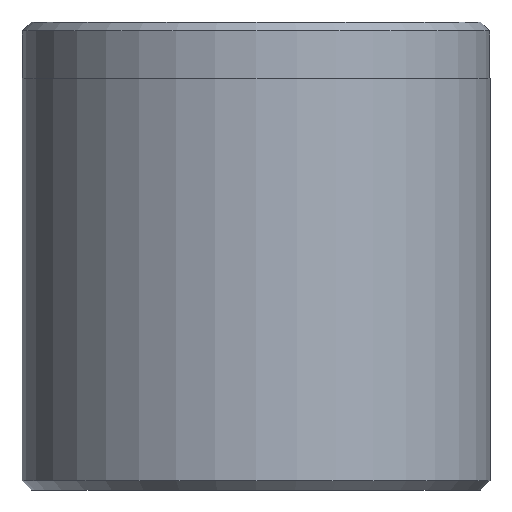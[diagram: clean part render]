
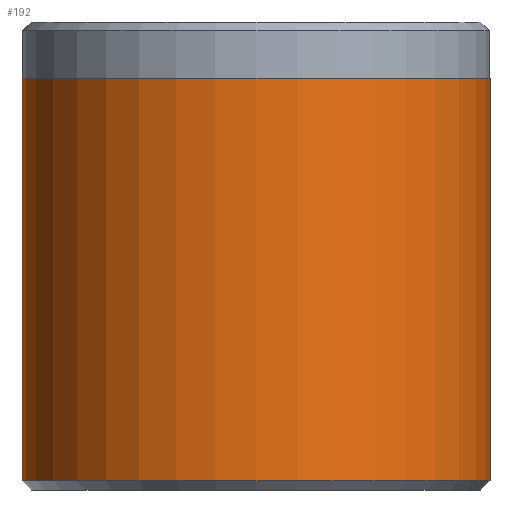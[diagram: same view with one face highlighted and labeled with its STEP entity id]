
A CAD part, front view. The second image highlights one B-rep face of the part: STEP entity #192.
In plain terms, the highlighted cylindrical face has radius 12.5 mm (diameter 25 mm), a partial arc.
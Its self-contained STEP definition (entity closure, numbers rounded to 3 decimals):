
#64 = EDGE_CURVE ( 'NONE', #699, #531, #1145, .T. ) ;
#77 = ORIENTED_EDGE ( 'NONE', *, *, #638, .T. ) ;
#97 = CIRCLE ( 'NONE', #690, 12.5 ) ;
#192 = ADVANCED_FACE ( 'NONE', ( #345 ), #1025, .T. ) ;
#194 = VERTEX_POINT ( 'NONE', #1523 ) ;
#229 = CARTESIAN_POINT ( 'NONE',  ( -12.5, 0., 22. ) ) ;
#232 = DIRECTION ( 'NONE',  ( 1., 0., 0. ) ) ;
#233 = LINE ( 'NONE', #935, #1611 ) ;
#238 = DIRECTION ( 'NONE',  ( 0., 0., 1. ) ) ;
#255 = CARTESIAN_POINT ( 'NONE',  ( 0., 0., 22. ) ) ;
#322 = LINE ( 'NONE', #1628, #1429 ) ;
#345 = FACE_OUTER_BOUND ( 'NONE', #570, .T. ) ;
#491 = EDGE_CURVE ( 'NONE', #531, #1582, #322, .T. ) ;
#531 = VERTEX_POINT ( 'NONE', #1230 ) ;
#570 = EDGE_LOOP ( 'NONE', ( #984, #1640, #1288, #77 ) ) ;
#638 = EDGE_CURVE ( 'NONE', #194, #1582, #97, .T. ) ;
#690 = AXIS2_PLACEMENT_3D ( 'NONE', #1299, #1296, #1290 ) ;
#699 = VERTEX_POINT ( 'NONE', #229 ) ;
#935 = CARTESIAN_POINT ( 'NONE',  ( -12.5, 0., 25. ) ) ;
#960 = AXIS2_PLACEMENT_3D ( 'NONE', #255, #238, #232 ) ;
#984 = ORIENTED_EDGE ( 'NONE', *, *, #491, .F. ) ;
#1025 = CYLINDRICAL_SURFACE ( 'NONE', #1765, 12.5 ) ;
#1069 = DIRECTION ( 'NONE',  ( 0., 0., -1. ) ) ;
#1106 = EDGE_CURVE ( 'NONE', #699, #194, #233, .T. ) ;
#1145 = CIRCLE ( 'NONE', #960, 12.5 ) ;
#1230 = CARTESIAN_POINT ( 'NONE',  ( 12.5, 0., 22. ) ) ;
#1288 = ORIENTED_EDGE ( 'NONE', *, *, #1106, .T. ) ;
#1290 = DIRECTION ( 'NONE',  ( 1., 0., 0. ) ) ;
#1296 = DIRECTION ( 'NONE',  ( 0., 0., 1. ) ) ;
#1299 = CARTESIAN_POINT ( 'NONE',  ( 0., 0., 0.5 ) ) ;
#1429 = VECTOR ( 'NONE', #1510, 1000. ) ;
#1478 = CARTESIAN_POINT ( 'NONE',  ( 12.5, 0., 0.5 ) ) ;
#1510 = DIRECTION ( 'NONE',  ( 0., 0., -1. ) ) ;
#1523 = CARTESIAN_POINT ( 'NONE',  ( -12.5, 0., 0.5 ) ) ;
#1550 = DIRECTION ( 'NONE',  ( 0., 0., -1. ) ) ;
#1582 = VERTEX_POINT ( 'NONE', #1478 ) ;
#1611 = VECTOR ( 'NONE', #1069, 1000. ) ;
#1628 = CARTESIAN_POINT ( 'NONE',  ( 12.5, 0., 25. ) ) ;
#1640 = ORIENTED_EDGE ( 'NONE', *, *, #64, .F. ) ;
#1646 = DIRECTION ( 'NONE',  ( -1., 0., 0. ) ) ;
#1687 = CARTESIAN_POINT ( 'NONE',  ( 0., 0., 25. ) ) ;
#1765 = AXIS2_PLACEMENT_3D ( 'NONE', #1687, #1550, #1646 ) ;
